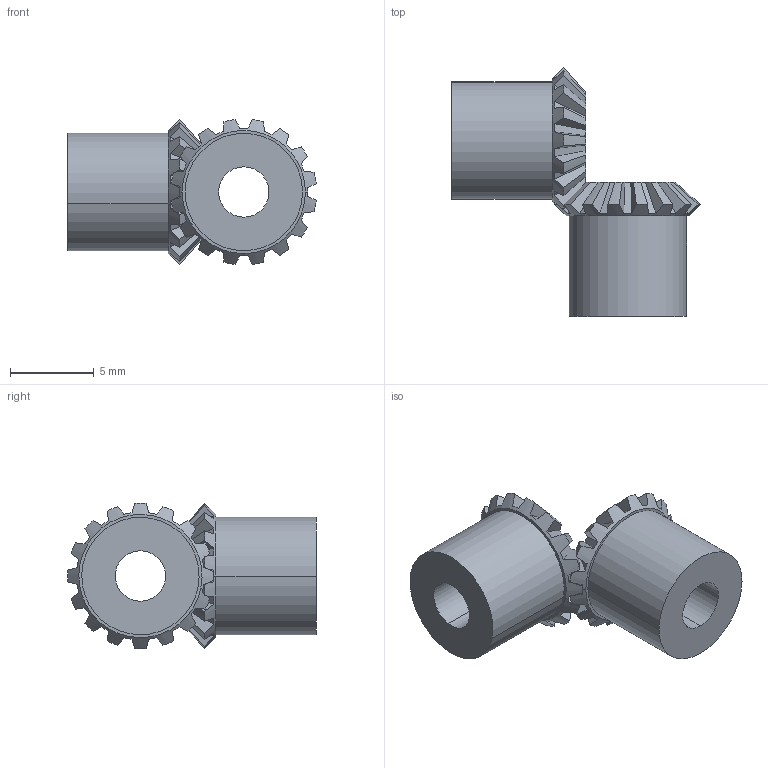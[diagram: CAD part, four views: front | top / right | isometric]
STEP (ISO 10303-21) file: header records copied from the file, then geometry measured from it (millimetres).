
FILE_DESCRIPTION(('STEP AP214'),'1');
FILE_NAME('p_051616.stp','2017-12-19T06:39:51',('TraceParts'),('TraceParts S.A.'),'Spatial InterOp 3D',' ',' ');
FILE_SCHEMA(('automotive_design'));
Length unit declared in the file: millimetre
Products named in the file (2): p_051616_1; p_051616_2
Bounding box: 14.82 x 14.85 x 8.7 mm (x, y, z)
Volume: 500.8 mm3; surface area: 695.2 mm2
Topology: 2 solids, 2 shells, 178 faces, 518 edges, 346 vertices
Faces by surface type: plane 102, cone 68, cylinder 8
Entity records: 5814 total; most frequent: CARTESIAN_POINT 1244, ORIENTED_EDGE 1036, DIRECTION 896, EDGE_CURVE 518, VERTEX_POINT 346, LINE 300, VECTOR 300, AXIS2_PLACEMENT_3D 298
